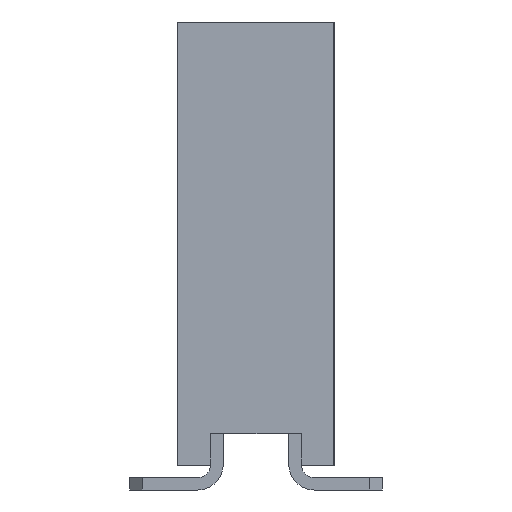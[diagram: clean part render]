
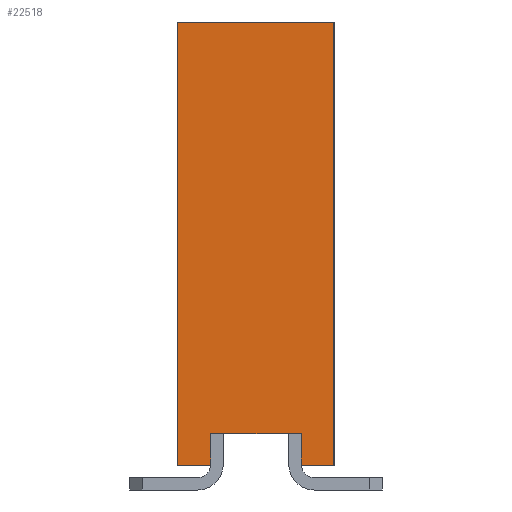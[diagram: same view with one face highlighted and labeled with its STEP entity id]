
A CAD part, left-side view. The second image highlights one B-rep face of the part: STEP entity #22518.
In plain terms, the highlighted planar face has unit normal (-1, 0, 0).
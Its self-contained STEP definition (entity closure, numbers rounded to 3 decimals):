
#7740=ORIENTED_EDGE('',*,*,#11238,.F.);
#7741=ORIENTED_EDGE('',*,*,#11283,.F.);
#7742=ORIENTED_EDGE('',*,*,#11275,.F.);
#7743=ORIENTED_EDGE('',*,*,#11284,.T.);
#7744=ORIENTED_EDGE('',*,*,#11271,.T.);
#7745=ORIENTED_EDGE('',*,*,#11282,.F.);
#7746=ORIENTED_EDGE('',*,*,#11202,.F.);
#7747=ORIENTED_EDGE('',*,*,#11285,.F.);
#11202=EDGE_CURVE('',#13386,#13387,#15652,.T.);
#11238=EDGE_CURVE('',#13391,#13392,#15688,.T.);
#11271=EDGE_CURVE('',#13394,#13395,#15721,.T.);
#11275=EDGE_CURVE('',#13398,#13399,#15725,.T.);
#11282=EDGE_CURVE('',#13387,#13395,#15732,.T.);
#11283=EDGE_CURVE('',#13399,#13391,#15733,.T.);
#11284=EDGE_CURVE('',#13398,#13394,#15734,.T.);
#11285=EDGE_CURVE('',#13392,#13386,#15735,.T.);
#13386=VERTEX_POINT('',#38033);
#13387=VERTEX_POINT('',#38034);
#13391=VERTEX_POINT('',#38076);
#13392=VERTEX_POINT('',#38077);
#13394=VERTEX_POINT('',#38113);
#13395=VERTEX_POINT('',#38114);
#13398=VERTEX_POINT('',#38122);
#13399=VERTEX_POINT('',#38123);
#15652=LINE('',#38032,#17986);
#15688=LINE('',#38075,#18022);
#15721=LINE('',#38112,#18055);
#15725=LINE('',#38121,#18059);
#15732=LINE('',#38134,#18066);
#15733=LINE('',#38136,#18067);
#15734=LINE('',#38138,#18068);
#15735=LINE('',#38139,#18069);
#17986=VECTOR('',#30666,1000.);
#18022=VECTOR('',#30706,1000.);
#18055=VECTOR('',#30741,1000.);
#18059=VECTOR('',#30747,1000.);
#18066=VECTOR('',#30758,1000.);
#18067=VECTOR('',#30761,1000.);
#18068=VECTOR('',#30764,1000.);
#18069=VECTOR('',#30765,1000.);
#19248=EDGE_LOOP('',(#7740,#7741,#7742,#7743,#7744,#7745,#7746,#7747));
#20488=FACE_BOUND('',#19248,.T.);
#21308=PLANE('',#24599);
#22518=ADVANCED_FACE('',(#20488),#21308,.F.);
#24599=AXIS2_PLACEMENT_3D('',#38137,#30762,#30763);
#30666=DIRECTION('',(0.,0.,-1.));
#30706=DIRECTION('',(0.,0.,1.));
#30741=DIRECTION('',(0.,0.,-1.));
#30747=DIRECTION('',(0.,0.,-1.));
#30758=DIRECTION('',(0.,1.,0.));
#30761=DIRECTION('',(0.,1.,0.));
#30762=DIRECTION('',(1.,0.,0.));
#30763=DIRECTION('',(0.,0.,-1.));
#30764=DIRECTION('',(0.,1.,0.));
#30765=DIRECTION('',(0.,1.,0.));
#38032=CARTESIAN_POINT('',(-19.3,0.725,3.55));
#38033=CARTESIAN_POINT('',(-19.3,0.725,-3.05));
#38034=CARTESIAN_POINT('',(-19.3,0.725,-3.55));
#38075=CARTESIAN_POINT('',(-19.3,-0.725,3.55));
#38076=CARTESIAN_POINT('',(-19.3,-0.725,-3.55));
#38077=CARTESIAN_POINT('',(-19.3,-0.725,-3.05));
#38112=CARTESIAN_POINT('',(-19.3,1.25,3.55));
#38113=CARTESIAN_POINT('',(-19.3,1.25,3.55));
#38114=CARTESIAN_POINT('',(-19.3,1.25,-3.55));
#38121=CARTESIAN_POINT('',(-19.3,-1.25,3.55));
#38122=CARTESIAN_POINT('',(-19.3,-1.25,3.55));
#38123=CARTESIAN_POINT('',(-19.3,-1.25,-3.55));
#38134=CARTESIAN_POINT('',(-19.3,-1.25,-3.55));
#38136=CARTESIAN_POINT('',(-19.3,-1.25,-3.55));
#38137=CARTESIAN_POINT('',(-19.3,-1.25,3.55));
#38138=CARTESIAN_POINT('',(-19.3,-1.25,3.55));
#38139=CARTESIAN_POINT('',(-19.3,-1.25,-3.05));
